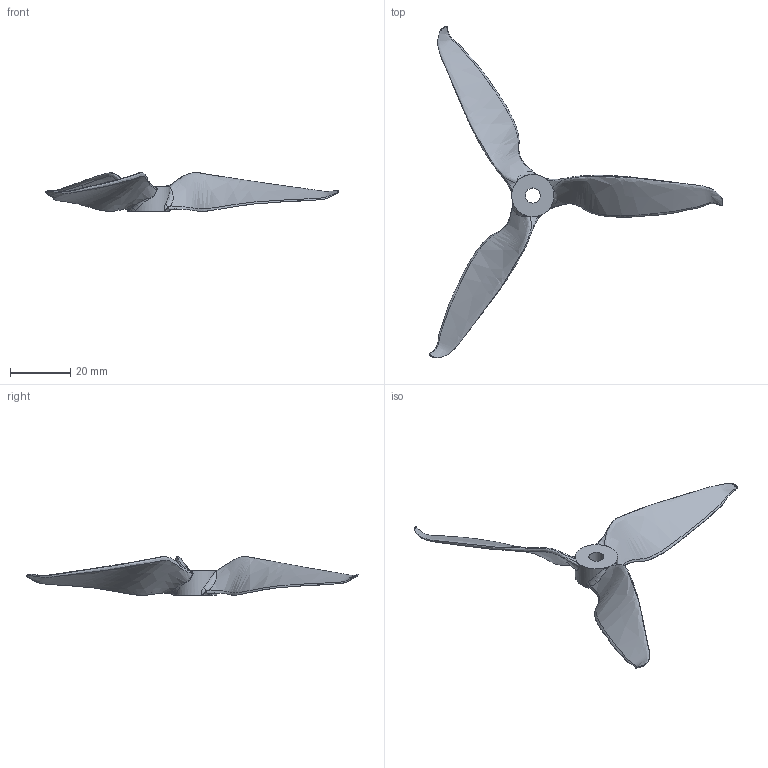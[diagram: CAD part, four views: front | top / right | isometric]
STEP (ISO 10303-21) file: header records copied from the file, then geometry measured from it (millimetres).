
FILE_DESCRIPTION(/* description */ (''),/* implementation_level */ '2;1');
FILE_NAME(/* name */ 'Propeller CCW Puller.step',/* time_stamp */ '2019-04-16T21:19:22+02:00',/* author */ (''),/* organization */ (''),/* preprocessor_version */ 'ST-DEVELOPER v17.2',/* originating_system */ 'Autodesk Translation Framework v7.6.0.251',/* authorisation */ '');
FILE_SCHEMA (('AUTOMOTIVE_DESIGN { 1 0 10303 214 3 1 1 }'));
Length unit declared in the file: millimetre
Products named in the file (1): Propeller CCW Puller
Bounding box: 97.25 x 109.9 x 12.83 mm (x, y, z)
Volume: 3046.9 mm3; surface area: 5138.7 mm2
Topology: 1 solids, 1 shells, 54 faces, 167 edges, 106 vertices
Faces by surface type: bspline 45, cylinder 7, plane 2
Full cylindrical faces by diameter (mm): 5 x1
Entity records: 11997 total; most frequent: CARTESIAN_POINT 10906, ORIENTED_EDGE 316, EDGE_CURVE 158, B_SPLINE_CURVE_WITH_KNOTS 138, VERTEX_POINT 106, DIRECTION 59, EDGE_LOOP 56, FACE_OUTER_BOUND 54
